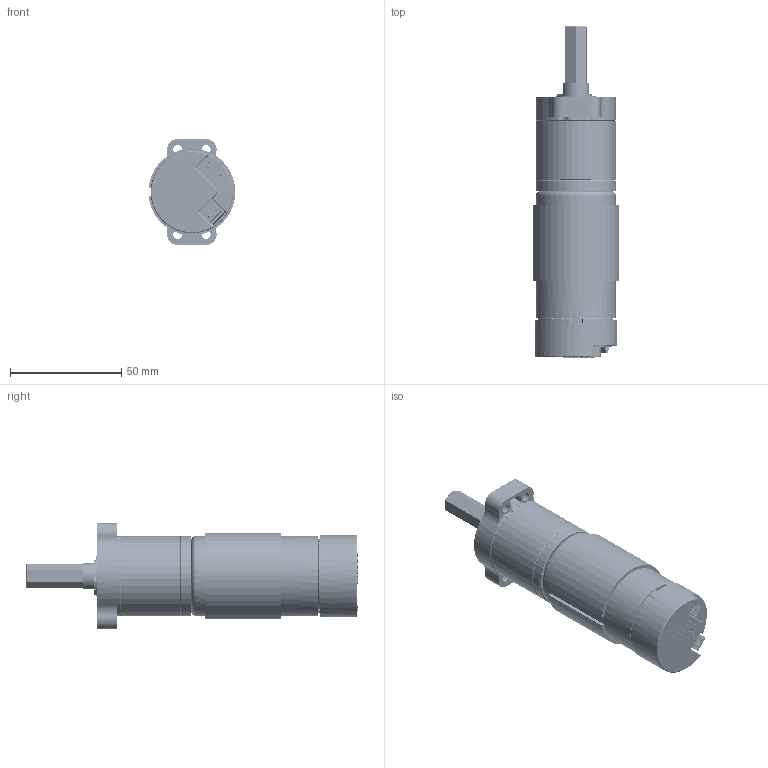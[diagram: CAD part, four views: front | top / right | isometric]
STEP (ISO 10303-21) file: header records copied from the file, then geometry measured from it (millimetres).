
FILE_DESCRIPTION (( 'STEP AP214' ), '1' );
FILE_NAME ('am-5550_0100_051 NeveRest Hex 50.9 Gearmotor, 1IN Shaft.STEP', '2025-03-14T17:37:39', ( '' ), ( '' ), 'SwSTEP 2.0', 'SolidWorks 2024', '' );
FILE_SCHEMA (( 'AUTOMOTIVE_DESIGN' ));
Length unit declared in the file: inch
Products named in the file (21): am-3104c_cap NeveRest Hex Encoder Cap; am-3104c NeveRest Hex Encoder Mount; NeveRest Hex 3 Stage Ring Gear; 12x24x6 Bearing; am-5550_0100_051 NeveRest Hex 50.9 Gearmotor, 1IN Shaft; am-3104c NeveRest Hex Encoder PCB; 12x18x0.2 Shim; am-3104c NeveRest Hex Encoder Magnet; JST-XH-4 Connector PCB Mount (Male); NeveRest Hex Shaft 375H 1IN Long; NeveRest Hex Output Block; M3x38 SHCS_M3x38 SHCS; am-3104c NeveRest Hex Motor; am-3104c_plate NeveRest Hex Motor Plate; 12mm External Retaining Ring; am-3104c NeveRest Hex Encoder Reader; am-3104c NeveRest Hex Bare Motor; JST-VH-2 Connector PCB Mount (Male); am-5550g_0100_051 NeveRest Hex 50.7 Gearbox, 1IN Shaft; 12x21x9 Bearing; 3x8 Steel Dowel_93600A303
Assembly tree (26 placements, depth 3):
  am-5550_0100_051 NeveRest Hex 50.9 Gearmotor, 1IN Shaft
    am-3104c NeveRest Hex Motor
      am-3104c NeveRest Hex Encoder Mount
      JST-VH-2 Connector PCB Mount (Male)
      am-3104c NeveRest Hex Encoder Magnet
      am-3104c NeveRest Hex Encoder PCB
      am-3104c NeveRest Hex Bare Motor
      JST-XH-4 Connector PCB Mount (Male)
      am-3104c NeveRest Hex Encoder Reader  x2
      am-3104c_cap NeveRest Hex Encoder Cap
    am-5550g_0100_051 NeveRest Hex 50.7 Gearbox, 1IN Shaft
      NeveRest Hex 3 Stage Ring Gear
      NeveRest Hex Output Block
      3x8 Steel Dowel_93600A303  x3
      NeveRest Hex Shaft 375H 1IN Long
      M3x38 SHCS_M3x38 SHCS  x4
      am-3104c_plate NeveRest Hex Motor Plate
      12x21x9 Bearing
      12x24x6 Bearing
      12x18x0.2 Shim
      12mm External Retaining Ring
Bounding box: 38.9 x 149.05 x 47.62 mm (x, y, z)
Volume: 108246.9 mm3; surface area: 51653.9 mm2
Topology: 28 solids, 28 shells, 9470 faces, 23362 edges, 13991 vertices
Faces by surface type: bspline 3457, cylinder 2347, plane 1602, torus 1200, cone 539, sphere 325
Entity records: 196237 total; most frequent: CARTESIAN_POINT 90069, ORIENTED_EDGE 23486, DIRECTION 20426, EDGE_CURVE 11743, AXIS2_PLACEMENT_3D 8169, VERTEX_POINT 7294, EDGE_LOOP 4993, FACE_OUTER_BOUND 4679
